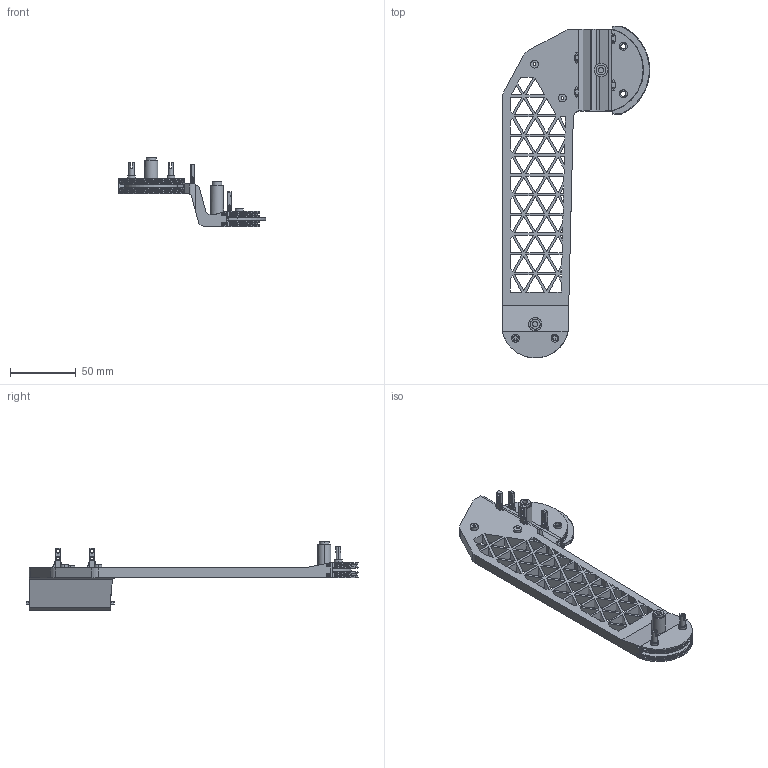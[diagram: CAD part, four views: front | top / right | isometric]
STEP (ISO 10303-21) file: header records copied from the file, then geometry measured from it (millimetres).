
FILE_DESCRIPTION (( 'STEP AP214' ), '1' );
FILE_NAME ('Skeleton-Upper Arm Front.STEP', '2023-04-30T09:55:40', ( '' ), ( '' ), 'SwSTEP 2.0', 'SolidWorks 2019', '' );
FILE_SCHEMA (( 'AUTOMOTIVE_DESIGN' ));
Length unit declared in the file: millimetre
Products named in the file (1): Skeleton-Upper Arm Front
Bounding box: 112 x 252.39 x 52.5 mm (x, y, z)
Volume: 101262.4 mm3; surface area: 53027 mm2
Topology: 1 solids, 1 shells, 871 faces, 2275 edges, 1451 vertices
Faces by surface type: plane 561, cylinder 180, torus 102, bspline 24, sphere 4
Entity records: 27380 total; most frequent: CARTESIAN_POINT 5649, ORIENTED_EDGE 4542, DIRECTION 4319, EDGE_CURVE 2271, VECTOR 1613, LINE 1613, VERTEX_POINT 1451, AXIS2_PLACEMENT_3D 1353
